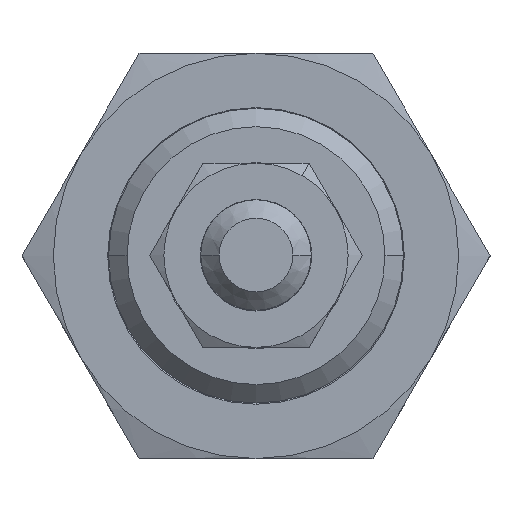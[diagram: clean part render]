
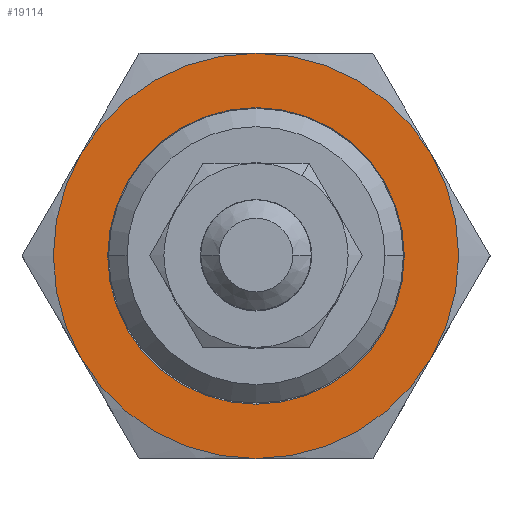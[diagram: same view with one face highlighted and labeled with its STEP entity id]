
A CAD part, top view. The second image highlights one B-rep face of the part: STEP entity #19114.
In plain terms, the highlighted planar face has unit normal (0, 0, 1).
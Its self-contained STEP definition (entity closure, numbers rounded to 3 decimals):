
#95 = CARTESIAN_POINT ( 'NONE',  ( 0., -8.05, 88. ) ) ;
#479 = DIRECTION ( 'NONE',  ( 0., 1., 0. ) ) ;
#950 = CARTESIAN_POINT ( 'NONE',  ( 0., 0., 88. ) ) ;
#993 = AXIS2_PLACEMENT_3D ( 'NONE', #17598, #21566, #2611 ) ;
#1043 = EDGE_CURVE ( 'NONE', #7387, #5716, #21576, .T. ) ;
#1963 = DIRECTION ( 'NONE',  ( 0., 1., 0. ) ) ;
#2174 = AXIS2_PLACEMENT_3D ( 'NONE', #18341, #23927, #8794 ) ;
#2226 = CIRCLE ( 'NONE', #8162, 11. ) ;
#2468 = VERTEX_POINT ( 'NONE', #23307 ) ;
#2611 = DIRECTION ( 'NONE',  ( 0., 1., 0. ) ) ;
#2860 = EDGE_CURVE ( 'NONE', #2468, #21544, #16529, .T. ) ;
#3008 = EDGE_CURVE ( 'NONE', #4179, #24358, #10978, .T. ) ;
#3121 = ORIENTED_EDGE ( 'NONE', *, *, #3008, .T. ) ;
#3453 = EDGE_CURVE ( 'NONE', #21544, #7387, #14949, .T. ) ;
#3671 = AXIS2_PLACEMENT_3D ( 'NONE', #950, #18182, #20162 ) ;
#3843 = ORIENTED_EDGE ( 'NONE', *, *, #1043, .F. ) ;
#3957 = DIRECTION ( 'NONE',  ( 0., 0., -1. ) ) ;
#4179 = VERTEX_POINT ( 'NONE', #95 ) ;
#4459 = DIRECTION ( 'NONE',  ( 0., 1., 0. ) ) ;
#5716 = VERTEX_POINT ( 'NONE', #15639 ) ;
#6039 = EDGE_LOOP ( 'NONE', ( #3121, #10854 ) ) ;
#6752 = CARTESIAN_POINT ( 'NONE',  ( -9.526, -5.5, 88. ) ) ;
#7387 = VERTEX_POINT ( 'NONE', #20291 ) ;
#7406 = AXIS2_PLACEMENT_3D ( 'NONE', #12477, #21416, #14098 ) ;
#7708 = AXIS2_PLACEMENT_3D ( 'NONE', #13873, #21439, #4459 ) ;
#7782 = DIRECTION ( 'NONE',  ( 0., 0., -1. ) ) ;
#8162 = AXIS2_PLACEMENT_3D ( 'NONE', #15375, #3957, #479 ) ;
#8210 = EDGE_CURVE ( 'NONE', #5716, #22223, #2226, .T. ) ;
#8330 = ORIENTED_EDGE ( 'NONE', *, *, #2860, .F. ) ;
#8473 = CARTESIAN_POINT ( 'NONE',  ( 0., 0., 88. ) ) ;
#8698 = CARTESIAN_POINT ( 'NONE',  ( 0., 0., 88. ) ) ;
#8794 = DIRECTION ( 'NONE',  ( 0., 1., 0. ) ) ;
#8953 = CARTESIAN_POINT ( 'NONE',  ( 9.526, 5.5, 88. ) ) ;
#8991 = AXIS2_PLACEMENT_3D ( 'NONE', #15476, #7782, #1963 ) ;
#9744 = EDGE_CURVE ( 'NONE', #22223, #13382, #19108, .T. ) ;
#10489 = CIRCLE ( 'NONE', #993, 8.05 ) ;
#10854 = ORIENTED_EDGE ( 'NONE', *, *, #17815, .T. ) ;
#10978 = CIRCLE ( 'NONE', #7406, 8.05 ) ;
#12042 = FACE_OUTER_BOUND ( 'NONE', #21085, .T. ) ;
#12290 = DIRECTION ( 'NONE',  ( 0., 1., 0. ) ) ;
#12477 = CARTESIAN_POINT ( 'NONE',  ( 0., 0., 88. ) ) ;
#12860 = CIRCLE ( 'NONE', #2174, 11. ) ;
#13382 = VERTEX_POINT ( 'NONE', #22687 ) ;
#13472 = CARTESIAN_POINT ( 'NONE',  ( 0., 8.05, 88. ) ) ;
#13873 = CARTESIAN_POINT ( 'NONE',  ( 0., 0., 88. ) ) ;
#14098 = DIRECTION ( 'NONE',  ( 0., 1., 0. ) ) ;
#14281 = FACE_BOUND ( 'NONE', #6039, .T. ) ;
#14882 = EDGE_CURVE ( 'NONE', #13382, #2468, #12860, .T. ) ;
#14949 = CIRCLE ( 'NONE', #16931, 11. ) ;
#15375 = CARTESIAN_POINT ( 'NONE',  ( 0., 0., 88. ) ) ;
#15476 = CARTESIAN_POINT ( 'NONE',  ( 0., 0., 88. ) ) ;
#15639 = CARTESIAN_POINT ( 'NONE',  ( 0., -11., 88. ) ) ;
#16273 = DIRECTION ( 'NONE',  ( 0., 0., -1. ) ) ;
#16529 = CIRCLE ( 'NONE', #8991, 11. ) ;
#16690 = ORIENTED_EDGE ( 'NONE', *, *, #3453, .F. ) ;
#16931 = AXIS2_PLACEMENT_3D ( 'NONE', #8473, #19650, #21501 ) ;
#17598 = CARTESIAN_POINT ( 'NONE',  ( 0., 0., 88. ) ) ;
#17815 = EDGE_CURVE ( 'NONE', #24358, #4179, #10489, .T. ) ;
#18069 = AXIS2_PLACEMENT_3D ( 'NONE', #8698, #16273, #12290 ) ;
#18182 = DIRECTION ( 'NONE',  ( 0., 0., -1. ) ) ;
#18341 = CARTESIAN_POINT ( 'NONE',  ( 0., 0., 88. ) ) ;
#19108 = CIRCLE ( 'NONE', #3671, 11. ) ;
#19114 = ADVANCED_FACE ( 'NONE', ( #14281, #12042 ), #19743, .F. ) ;
#19650 = DIRECTION ( 'NONE',  ( 0., 0., -1. ) ) ;
#19743 = PLANE ( 'NONE',  #18069 ) ;
#20162 = DIRECTION ( 'NONE',  ( 0., 1., 0. ) ) ;
#20291 = CARTESIAN_POINT ( 'NONE',  ( 9.526, -5.5, 88. ) ) ;
#21085 = EDGE_LOOP ( 'NONE', ( #8330, #22668, #21739, #23209, #3843, #16690 ) ) ;
#21416 = DIRECTION ( 'NONE',  ( 0., 0., -1. ) ) ;
#21439 = DIRECTION ( 'NONE',  ( 0., 0., -1. ) ) ;
#21501 = DIRECTION ( 'NONE',  ( 0., 1., 0. ) ) ;
#21544 = VERTEX_POINT ( 'NONE', #8953 ) ;
#21566 = DIRECTION ( 'NONE',  ( 0., 0., -1. ) ) ;
#21576 = CIRCLE ( 'NONE', #7708, 11. ) ;
#21739 = ORIENTED_EDGE ( 'NONE', *, *, #9744, .F. ) ;
#22223 = VERTEX_POINT ( 'NONE', #6752 ) ;
#22668 = ORIENTED_EDGE ( 'NONE', *, *, #14882, .F. ) ;
#22687 = CARTESIAN_POINT ( 'NONE',  ( -9.526, 5.5, 88. ) ) ;
#23209 = ORIENTED_EDGE ( 'NONE', *, *, #8210, .F. ) ;
#23307 = CARTESIAN_POINT ( 'NONE',  ( 0., 11., 88. ) ) ;
#23927 = DIRECTION ( 'NONE',  ( 0., 0., -1. ) ) ;
#24358 = VERTEX_POINT ( 'NONE', #13472 ) ;
